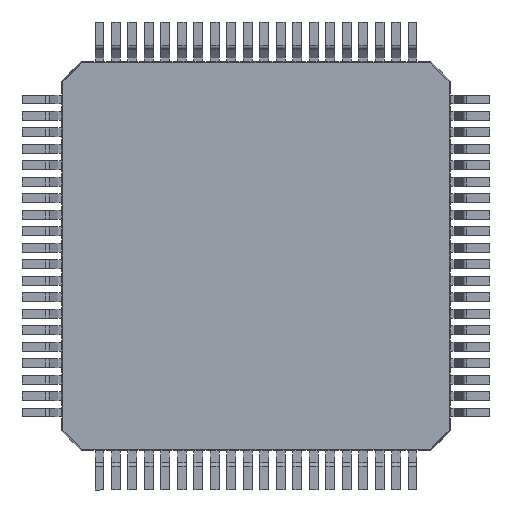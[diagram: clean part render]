
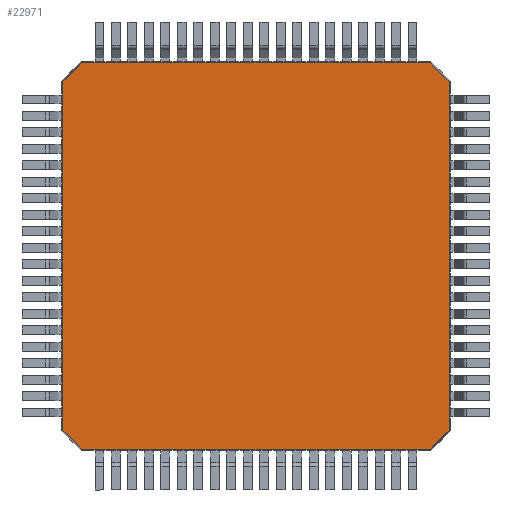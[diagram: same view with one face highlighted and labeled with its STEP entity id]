
A CAD part, front view. The second image highlights one B-rep face of the part: STEP entity #22971.
In plain terms, the highlighted planar face has unit normal (0, -1, 0).
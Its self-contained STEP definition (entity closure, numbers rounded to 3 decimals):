
#523 = VERTEX_POINT ( 'NONE', #11036 ) ;
#609 = VERTEX_POINT ( 'NONE', #23886 ) ;
#617 = ORIENTED_EDGE ( 'NONE', *, *, #33437, .F. ) ;
#639 = VERTEX_POINT ( 'NONE', #17774 ) ;
#1039 = CARTESIAN_POINT ( 'NONE',  ( 5.858, 0.05, 5.283 ) ) ;
#1426 = LINE ( 'NONE', #24173, #34283 ) ;
#1722 = LINE ( 'NONE', #16313, #25395 ) ;
#2945 = CARTESIAN_POINT ( 'NONE',  ( 5.283, 0.05, -5.858 ) ) ;
#3099 = ORIENTED_EDGE ( 'NONE', *, *, #14098, .F. ) ;
#3410 = CARTESIAN_POINT ( 'NONE',  ( 5.858, 0.05, 5.3 ) ) ;
#5314 = CARTESIAN_POINT ( 'NONE',  ( 5.283, 0.05, 5.858 ) ) ;
#5669 = DIRECTION ( 'NONE',  ( -0.707, 0., 0.707 ) ) ;
#5879 = ORIENTED_EDGE ( 'NONE', *, *, #8496, .F. ) ;
#5998 = CARTESIAN_POINT ( 'NONE',  ( 5.87, 0.05, 5.27 ) ) ;
#6980 = LINE ( 'NONE', #5998, #23405 ) ;
#8149 = LINE ( 'NONE', #3410, #40025 ) ;
#8151 = VECTOR ( 'NONE', #24534, 1000. ) ;
#8496 = EDGE_CURVE ( 'NONE', #639, #523, #25377, .T. ) ;
#9141 = LINE ( 'NONE', #30484, #8151 ) ;
#9731 = LINE ( 'NONE', #29476, #25172 ) ;
#9736 = DIRECTION ( 'NONE',  ( 0., 0., 1. ) ) ;
#9989 = VECTOR ( 'NONE', #36751, 1000. ) ;
#11036 = CARTESIAN_POINT ( 'NONE',  ( -5.858, 0.05, 5.283 ) ) ;
#11585 = EDGE_CURVE ( 'NONE', #13850, #639, #1426, .T. ) ;
#12181 = CARTESIAN_POINT ( 'NONE',  ( 5.3, 0.05, -5.858 ) ) ;
#12538 = FACE_OUTER_BOUND ( 'NONE', #12931, .T. ) ;
#12931 = EDGE_LOOP ( 'NONE', ( #22348, #617, #38121, #19895, #3099, #34107, #14420, #5879 ) ) ;
#13850 = VERTEX_POINT ( 'NONE', #26238 ) ;
#14098 = EDGE_CURVE ( 'NONE', #37589, #38586, #6980, .T. ) ;
#14420 = ORIENTED_EDGE ( 'NONE', *, *, #32067, .F. ) ;
#16117 = DIRECTION ( 'NONE',  ( 0., -1., 0. ) ) ;
#16313 = CARTESIAN_POINT ( 'NONE',  ( 5.3, 0.05, 5.858 ) ) ;
#17774 = CARTESIAN_POINT ( 'NONE',  ( -5.858, 0.05, -5.283 ) ) ;
#19191 = VERTEX_POINT ( 'NONE', #2945 ) ;
#19434 = DIRECTION ( 'NONE',  ( 1., 0., 0. ) ) ;
#19895 = ORIENTED_EDGE ( 'NONE', *, *, #25505, .F. ) ;
#22348 = ORIENTED_EDGE ( 'NONE', *, *, #11585, .F. ) ;
#22971 = ADVANCED_FACE ( 'NONE', ( #12538 ), #28305, .T. ) ;
#23405 = VECTOR ( 'NONE', #27592, 1000. ) ;
#23886 = CARTESIAN_POINT ( 'NONE',  ( -5.283, 0.05, 5.858 ) ) ;
#24173 = CARTESIAN_POINT ( 'NONE',  ( -5.27, 0.05, -5.87 ) ) ;
#24534 = DIRECTION ( 'NONE',  ( 0.707, 0., 0.707 ) ) ;
#24825 = CARTESIAN_POINT ( 'NONE',  ( 5.858, 0.05, -5.283 ) ) ;
#25172 = VECTOR ( 'NONE', #26371, 1000. ) ;
#25377 = LINE ( 'NONE', #28221, #34030 ) ;
#25395 = VECTOR ( 'NONE', #19434, 1000. ) ;
#25496 = AXIS2_PLACEMENT_3D ( 'NONE', #34614, #16117, #37744 ) ;
#25505 = EDGE_CURVE ( 'NONE', #38586, #33944, #8149, .T. ) ;
#26238 = CARTESIAN_POINT ( 'NONE',  ( -5.283, 0.05, -5.858 ) ) ;
#26371 = DIRECTION ( 'NONE',  ( -0.707, 0., -0.707 ) ) ;
#27390 = LINE ( 'NONE', #12181, #9989 ) ;
#27592 = DIRECTION ( 'NONE',  ( 0.707, 0., -0.707 ) ) ;
#27881 = EDGE_CURVE ( 'NONE', #609, #37589, #1722, .T. ) ;
#28221 = CARTESIAN_POINT ( 'NONE',  ( -5.858, 0.05, 5.3 ) ) ;
#28305 = PLANE ( 'NONE',  #25496 ) ;
#29476 = CARTESIAN_POINT ( 'NONE',  ( 5.87, 0.05, -5.27 ) ) ;
#30484 = CARTESIAN_POINT ( 'NONE',  ( -5.27, 0.05, 5.87 ) ) ;
#30804 = EDGE_CURVE ( 'NONE', #33944, #19191, #9731, .T. ) ;
#32067 = EDGE_CURVE ( 'NONE', #523, #609, #9141, .T. ) ;
#33437 = EDGE_CURVE ( 'NONE', #19191, #13850, #27390, .T. ) ;
#33944 = VERTEX_POINT ( 'NONE', #24825 ) ;
#34030 = VECTOR ( 'NONE', #9736, 1000. ) ;
#34107 = ORIENTED_EDGE ( 'NONE', *, *, #27881, .F. ) ;
#34283 = VECTOR ( 'NONE', #5669, 1000. ) ;
#34614 = CARTESIAN_POINT ( 'NONE',  ( 0., 0.05, 0. ) ) ;
#36751 = DIRECTION ( 'NONE',  ( -1., 0., 0. ) ) ;
#37327 = DIRECTION ( 'NONE',  ( 0., 0., -1. ) ) ;
#37589 = VERTEX_POINT ( 'NONE', #5314 ) ;
#37744 = DIRECTION ( 'NONE',  ( 0., 0., -1. ) ) ;
#38121 = ORIENTED_EDGE ( 'NONE', *, *, #30804, .F. ) ;
#38586 = VERTEX_POINT ( 'NONE', #1039 ) ;
#40025 = VECTOR ( 'NONE', #37327, 1000. ) ;
